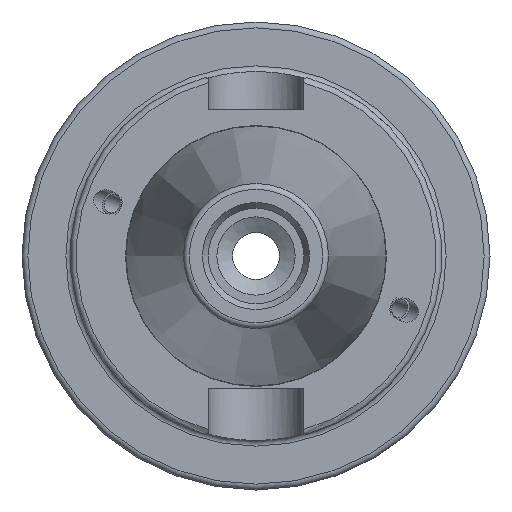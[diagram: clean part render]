
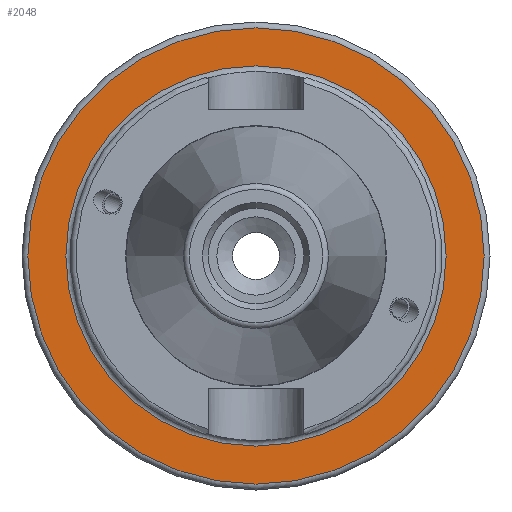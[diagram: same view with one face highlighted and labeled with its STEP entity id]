
A CAD part, left-side view. The second image highlights one B-rep face of the part: STEP entity #2048.
In plain terms, the highlighted planar face has unit normal (-1, 0, 0).
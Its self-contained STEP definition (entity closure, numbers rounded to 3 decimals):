
#62=FACE_BOUND('',#444,.T.);
#76=PLANE('',#2227);
#335=FACE_OUTER_BOUND('',#443,.T.);
#443=EDGE_LOOP('',(#1498,#1499));
#444=EDGE_LOOP('',(#1500,#1501));
#579=CIRCLE('',#2225,32.5);
#580=CIRCLE('',#2226,32.5);
#581=CIRCLE('',#2228,39.);
#582=CIRCLE('',#2229,39.);
#838=VERTEX_POINT('',#3522);
#839=VERTEX_POINT('',#3524);
#840=VERTEX_POINT('',#3528);
#841=VERTEX_POINT('',#3529);
#1100=EDGE_CURVE('',#838,#839,#579,.T.);
#1101=EDGE_CURVE('',#839,#838,#580,.T.);
#1102=EDGE_CURVE('',#840,#841,#581,.T.);
#1103=EDGE_CURVE('',#841,#840,#582,.T.);
#1498=ORIENTED_EDGE('',*,*,#1102,.F.);
#1499=ORIENTED_EDGE('',*,*,#1103,.F.);
#1500=ORIENTED_EDGE('',*,*,#1101,.F.);
#1501=ORIENTED_EDGE('',*,*,#1100,.F.);
#2048=ADVANCED_FACE('',(#335,#62),#76,.T.);
#2225=AXIS2_PLACEMENT_3D('',#3525,#2624,#2625);
#2226=AXIS2_PLACEMENT_3D('',#3526,#2626,#2627);
#2227=AXIS2_PLACEMENT_3D('',#3527,#2628,#2629);
#2228=AXIS2_PLACEMENT_3D('',#3530,#2630,#2631);
#2229=AXIS2_PLACEMENT_3D('',#3531,#2632,#2633);
#2624=DIRECTION('center_axis',(-1.,0.,0.));
#2625=DIRECTION('ref_axis',(0.,-1.,0.));
#2626=DIRECTION('center_axis',(-1.,0.,0.));
#2627=DIRECTION('ref_axis',(0.,-1.,0.));
#2628=DIRECTION('center_axis',(-1.,0.,0.));
#2629=DIRECTION('ref_axis',(0.,0.,1.));
#2630=DIRECTION('center_axis',(1.,0.,0.));
#2631=DIRECTION('ref_axis',(0.,-1.,0.));
#2632=DIRECTION('center_axis',(1.,0.,0.));
#2633=DIRECTION('ref_axis',(0.,-1.,0.));
#3522=CARTESIAN_POINT('',(35.,0.,32.5));
#3524=CARTESIAN_POINT('',(35.,32.5,0.));
#3525=CARTESIAN_POINT('Origin',(35.,0.,0.));
#3526=CARTESIAN_POINT('Origin',(35.,0.,0.));
#3527=CARTESIAN_POINT('Origin',(35.,40.,0.));
#3528=CARTESIAN_POINT('',(35.,39.,0.));
#3529=CARTESIAN_POINT('',(35.,0.,39.));
#3530=CARTESIAN_POINT('Origin',(35.,0.,0.));
#3531=CARTESIAN_POINT('Origin',(35.,0.,0.));
